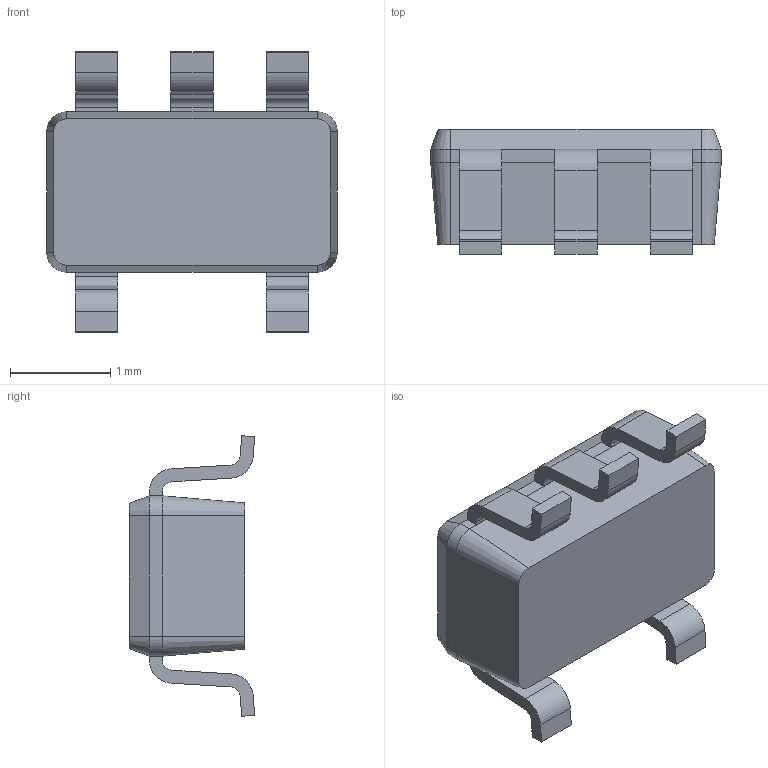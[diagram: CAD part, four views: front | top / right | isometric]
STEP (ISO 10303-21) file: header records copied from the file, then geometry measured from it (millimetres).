
FILE_DESCRIPTION (( 'STEP AP214' ), '1' );
FILE_NAME ('BD4948G-TR.STEP', '2023-03-01T22:17:12', ( '' ), ( '' ), 'SwSTEP 2.0', 'SolidWorks 2021', '' );
FILE_SCHEMA (( 'AUTOMOTIVE_DESIGN' ));
Length unit declared in the file: millimetre
Products named in the file (1): BD4948G-TR
Bounding box: 2.9 x 1.25 x 2.8 mm (x, y, z)
Volume: 5.4 mm3; surface area: 25.9 mm2
Topology: 7 solids, 7 shells, 103 faces, 248 edges, 160 vertices
Faces by surface type: plane 67, cylinder 28, cone 8
Entity records: 3066 total; most frequent: DIRECTION 520, CARTESIAN_POINT 512, ORIENTED_EDGE 496, EDGE_CURVE 248, LINE 184, VECTOR 184, AXIS2_PLACEMENT_3D 168, VERTEX_POINT 160
